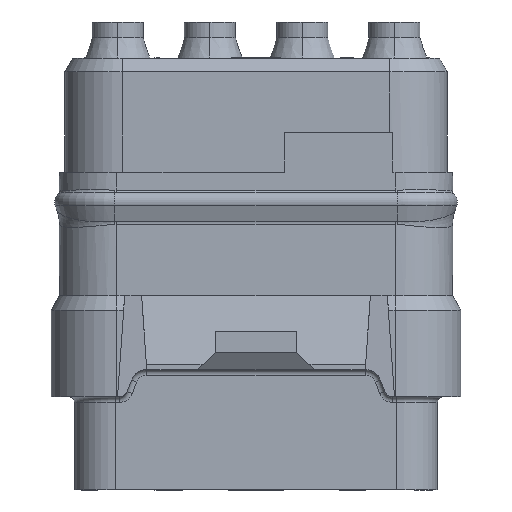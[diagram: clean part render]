
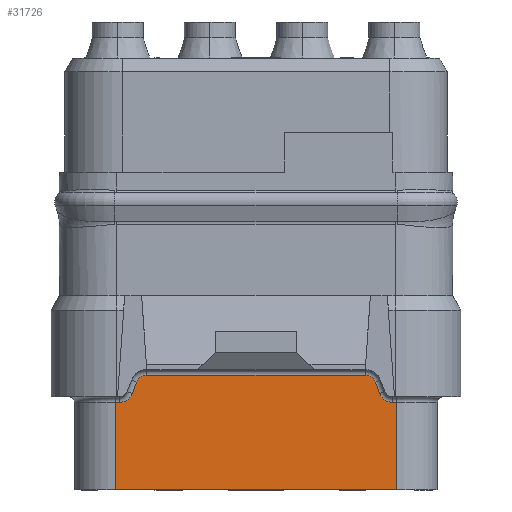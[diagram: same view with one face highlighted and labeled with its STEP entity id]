
A CAD part, front view. The second image highlights one B-rep face of the part: STEP entity #31726.
In plain terms, the highlighted planar face has unit normal (0, -1, 0).
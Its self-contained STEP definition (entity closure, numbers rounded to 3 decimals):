
#1182=CARTESIAN_POINT('',(-4.,-5.775,-7.83));
#1183=DIRECTION('',(0.,-1.,0.));
#1184=DIRECTION('',(0.,0.,1.));
#1185=AXIS2_PLACEMENT_3D('',#1182,#1183,#1184);
#1192=DIRECTION('',(-1.,0.,0.));
#1193=VECTOR('',#1192,8.);
#1194=CARTESIAN_POINT('',(4.,-5.775,-7.43));
#1195=LINE('',#1194,#1193);
#1206=CARTESIAN_POINT('',(4.,-5.775,-7.83));
#1207=DIRECTION('',(0.,-1.,0.));
#1208=DIRECTION('',(0.935,0.,0.354));
#1209=AXIS2_PLACEMENT_3D('',#1206,#1207,#1208);
#1632=CARTESIAN_POINT('',(-5.,-5.775,-7.93));
#1633=DIRECTION('',(0.,1.,0.));
#1634=DIRECTION('',(0.935,0.,-0.354));
#1635=AXIS2_PLACEMENT_3D('',#1632,#1633,#1634);
#1646=DIRECTION('',(-0.354,0.,-0.935));
#1647=VECTOR('',#1646,0.447);
#1648=CARTESIAN_POINT('',(-4.374,-5.775,-7.689));
#1649=LINE('',#1648,#1647);
#1654=DIRECTION('',(0.,0.,-1.));
#1655=VECTOR('',#1654,3.2);
#1656=CARTESIAN_POINT('',(5.15,-5.775,-8.43));
#1657=LINE('',#1656,#1655);
#1667=DIRECTION('',(-1.,0.,0.));
#1668=VECTOR('',#1667,0.15);
#1669=CARTESIAN_POINT('',(-5.,-5.775,-8.43));
#1670=LINE('',#1669,#1668);
#1686=DIRECTION('',(0.,0.,-1.));
#1687=VECTOR('',#1686,3.2);
#1688=CARTESIAN_POINT('',(-5.15,-5.775,-8.43));
#1689=LINE('',#1688,#1687);
#1713=DIRECTION('',(-1.,0.,0.));
#1714=VECTOR('',#1713,10.3);
#1715=CARTESIAN_POINT('',(5.15,-5.775,-11.63));
#1716=LINE('',#1715,#1714);
#3541=DIRECTION('',(-1.,0.,0.));
#3542=VECTOR('',#3541,0.15);
#3543=CARTESIAN_POINT('',(5.15,-5.775,-8.43));
#3544=LINE('',#3543,#3542);
#3555=CARTESIAN_POINT('',(5.,-5.775,-7.93));
#3556=DIRECTION('',(0.,1.,0.));
#3557=DIRECTION('',(0.,0.,-1.));
#3558=AXIS2_PLACEMENT_3D('',#3555,#3556,#3557);
#3573=DIRECTION('',(-0.354,0.,0.935));
#3574=VECTOR('',#3573,0.447);
#3575=CARTESIAN_POINT('',(4.532,-5.775,-8.107));
#3576=LINE('',#3575,#3574);
#22864=CARTESIAN_POINT('',(5.15,-5.775,-11.63));
#22865=VERTEX_POINT('',#22864);
#22866=CARTESIAN_POINT('',(-5.15,-5.775,-11.63));
#22867=VERTEX_POINT('',#22866);
#22902=CARTESIAN_POINT('',(-5.15,-5.775,-8.43));
#22903=VERTEX_POINT('',#22902);
#22906=CARTESIAN_POINT('',(-5.,-5.775,-8.43));
#22907=VERTEX_POINT('',#22906);
#22910=CARTESIAN_POINT('',(-4.532,-5.775,-8.107));
#22911=VERTEX_POINT('',#22910);
#22914=CARTESIAN_POINT('',(-4.374,-5.775,-7.689));
#22915=VERTEX_POINT('',#22914);
#22916=CARTESIAN_POINT('',(-4.,-5.775,-7.43));
#22917=VERTEX_POINT('',#22916);
#22918=CARTESIAN_POINT('',(4.,-5.775,-7.43));
#22919=VERTEX_POINT('',#22918);
#22920=CARTESIAN_POINT('',(4.374,-5.775,-7.689));
#22921=VERTEX_POINT('',#22920);
#22926=CARTESIAN_POINT('',(4.532,-5.775,-8.107));
#22927=VERTEX_POINT('',#22926);
#22930=CARTESIAN_POINT('',(5.,-5.775,-8.43));
#22931=VERTEX_POINT('',#22930);
#22934=CARTESIAN_POINT('',(5.15,-5.775,-8.43));
#22935=VERTEX_POINT('',#22934);
#31700=CARTESIAN_POINT('',(5.15,-5.775,-8.23));
#31701=DIRECTION('',(0.,-1.,0.));
#31702=DIRECTION('',(-1.,0.,0.));
#31703=AXIS2_PLACEMENT_3D('',#31700,#31701,#31702);
#31704=PLANE('',#31703);
#31706=ORIENTED_EDGE('',*,*,#31705,.F.);
#31707=ORIENTED_EDGE('',*,*,#31667,.F.);
#31708=ORIENTED_EDGE('',*,*,#31682,.F.);
#31709=ORIENTED_EDGE('',*,*,#31034,.F.);
#31710=ORIENTED_EDGE('',*,*,#31049,.F.);
#31711=ORIENTED_EDGE('',*,*,#31064,.F.);
#31713=ORIENTED_EDGE('',*,*,#31712,.F.);
#31715=ORIENTED_EDGE('',*,*,#31714,.F.);
#31717=ORIENTED_EDGE('',*,*,#31716,.F.);
#31719=ORIENTED_EDGE('',*,*,#31718,.T.);
#31721=ORIENTED_EDGE('',*,*,#31720,.T.);
#31723=ORIENTED_EDGE('',*,*,#31722,.F.);
#31724=EDGE_LOOP('',(#31706,#31707,#31708,#31709,#31710,#31711,#31713,#31715,
#31717,#31719,#31721,#31723));
#31725=FACE_OUTER_BOUND('',#31724,.F.);
#31726=ADVANCED_FACE('',(#31725),#31704,.T.);
#1186=CIRCLE('',#1185,0.4);
#1210=CIRCLE('',#1209,0.4);
#1636=CIRCLE('',#1635,0.5);
#3559=CIRCLE('',#3558,0.5);
#31034=EDGE_CURVE('',#22917,#22915,#1186,.T.);
#31049=EDGE_CURVE('',#22919,#22917,#1195,.T.);
#31064=EDGE_CURVE('',#22921,#22919,#1210,.T.);
#31667=EDGE_CURVE('',#22911,#22907,#1636,.T.);
#31682=EDGE_CURVE('',#22915,#22911,#1649,.T.);
#31705=EDGE_CURVE('',#22907,#22903,#1670,.T.);
#31712=EDGE_CURVE('',#22927,#22921,#3576,.T.);
#31714=EDGE_CURVE('',#22931,#22927,#3559,.T.);
#31716=EDGE_CURVE('',#22935,#22931,#3544,.T.);
#31718=EDGE_CURVE('',#22935,#22865,#1657,.T.);
#31720=EDGE_CURVE('',#22865,#22867,#1716,.T.);
#31722=EDGE_CURVE('',#22903,#22867,#1689,.T.);
